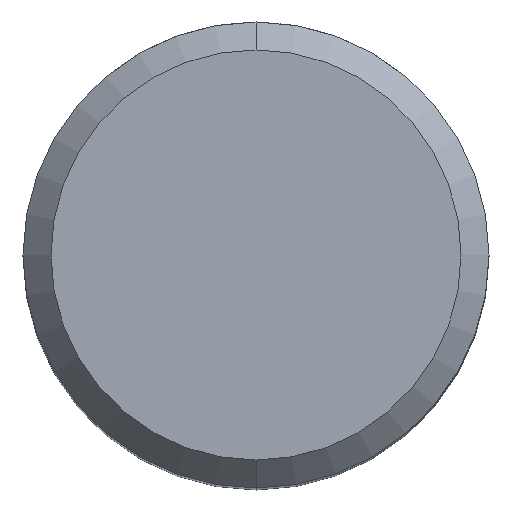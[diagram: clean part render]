
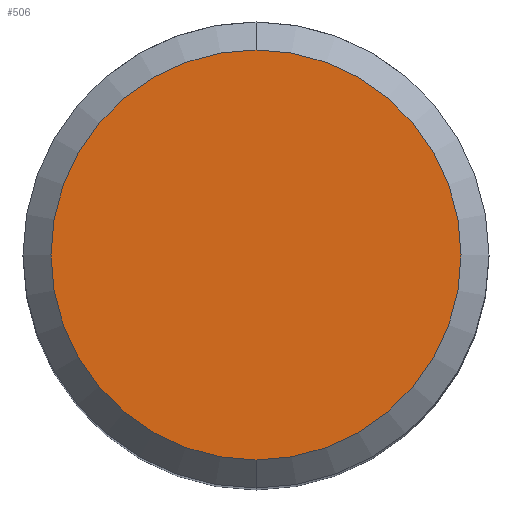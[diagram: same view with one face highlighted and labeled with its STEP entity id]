
A CAD part, top view. The second image highlights one B-rep face of the part: STEP entity #506.
In plain terms, the highlighted face is planar.
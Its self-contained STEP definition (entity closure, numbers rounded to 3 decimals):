
#192=CARTESIAN_POINT('',(0.,0.,0.));
#193=DIRECTION('',(0.,0.,1.));
#194=DIRECTION('',(0.,1.,0.));
#195=AXIS2_PLACEMENT_3D('',#192,#193,#194);
#197=CARTESIAN_POINT('',(0.,0.,0.));
#198=DIRECTION('',(0.,0.,-1.));
#199=DIRECTION('',(0.,1.,0.));
#200=AXIS2_PLACEMENT_3D('',#197,#198,#199);
#456=CARTESIAN_POINT('',(0.,8.8,0.));
#458=VERTEX_POINT('',#456);
#460=CARTESIAN_POINT('',(0.,-8.8,0.));
#461=VERTEX_POINT('',#460);
#495=CARTESIAN_POINT('',(0.,0.,0.));
#496=DIRECTION('',(0.,0.,-1.));
#497=DIRECTION('',(0.,-1.,0.));
#498=AXIS2_PLACEMENT_3D('',#495,#496,#497);
#499=PLANE('',#498);
#501=ORIENTED_EDGE('',*,*,#500,.T.);
#503=ORIENTED_EDGE('',*,*,#502,.F.);
#504=EDGE_LOOP('',(#501,#503));
#505=FACE_OUTER_BOUND('',#504,.F.);
#196=CIRCLE('',#195,8.8);
#201=CIRCLE('',#200,8.8);
#500=EDGE_CURVE('',#458,#461,#196,.T.);
#502=EDGE_CURVE('',#458,#461,#201,.T.);
#506=ADVANCED_FACE('',(#505),#499,.T.);
